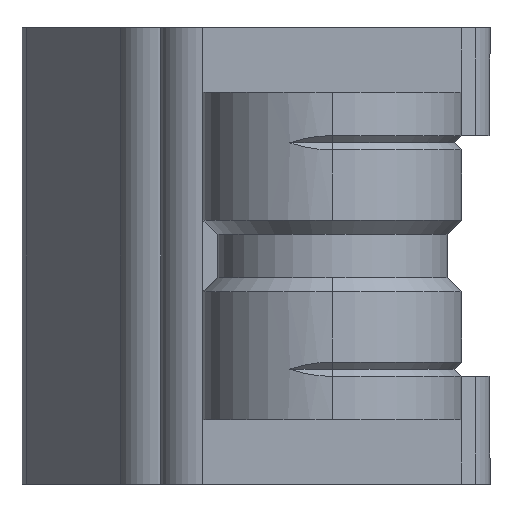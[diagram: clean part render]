
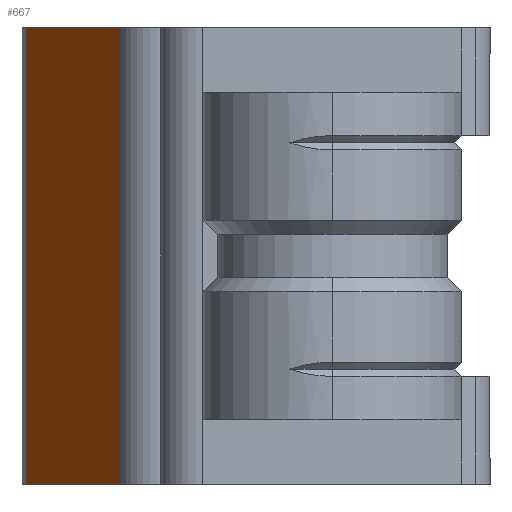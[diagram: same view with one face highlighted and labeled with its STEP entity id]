
A CAD part, front view. The second image highlights one B-rep face of the part: STEP entity #667.
In plain terms, the highlighted face is planar.
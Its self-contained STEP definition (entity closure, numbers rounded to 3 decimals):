
#49 = CARTESIAN_POINT ( 'NONE',  ( -60.596, 14.751, -71.467 ) ) ;
#110 = VERTEX_POINT ( 'NONE', #2695 ) ;
#205 = CARTESIAN_POINT ( 'NONE',  ( -15.875, 14.751, -71.467 ) ) ;
#465 = EDGE_CURVE ( 'NONE', #2583, #6067, #1240, .T. ) ;
#583 = EDGE_CURVE ( 'NONE', #7529, #2583, #2138, .T. ) ;
#667 = ADVANCED_FACE ( 'NONE', ( #7633 ), #4809, .T. ) ;
#1239 = ORIENTED_EDGE ( 'NONE', *, *, #583, .F. ) ;
#1240 = LINE ( 'NONE', #8217, #9727 ) ;
#1393 = DIRECTION ( 'NONE',  ( 0., -0.259, 0.966 ) ) ;
#1652 = CARTESIAN_POINT ( 'NONE',  ( 15.875, 21.269, -95.793 ) ) ;
#1787 = ORIENTED_EDGE ( 'NONE', *, *, #6006, .T. ) ;
#1840 = EDGE_CURVE ( 'NONE', #6067, #110, #9323, .T. ) ;
#2138 = LINE ( 'NONE', #5767, #10631 ) ;
#2211 = CARTESIAN_POINT ( 'NONE',  ( 15.875, 14.751, -71.467 ) ) ;
#2583 = VERTEX_POINT ( 'NONE', #4857 ) ;
#2695 = CARTESIAN_POINT ( 'NONE',  ( 15.875, 14.751, -71.467 ) ) ;
#2989 = VECTOR ( 'NONE', #1393, 1000. ) ;
#3999 = CARTESIAN_POINT ( 'NONE',  ( -60.596, 14.751, -71.467 ) ) ;
#4809 = PLANE ( 'NONE',  #7346 ) ;
#4857 = CARTESIAN_POINT ( 'NONE',  ( -15.875, 21.269, -95.793 ) ) ;
#4970 = DIRECTION ( 'NONE',  ( 0., 0.966, 0.259 ) ) ;
#5648 = ORIENTED_EDGE ( 'NONE', *, *, #465, .F. ) ;
#5730 = DIRECTION ( 'NONE',  ( 1., 0., 0. ) ) ;
#5767 = CARTESIAN_POINT ( 'NONE',  ( -15.875, 14.751, -71.467 ) ) ;
#5831 = LINE ( 'NONE', #3999, #7759 ) ;
#6006 = EDGE_CURVE ( 'NONE', #7529, #110, #5831, .T. ) ;
#6067 = VERTEX_POINT ( 'NONE', #1652 ) ;
#6447 = ORIENTED_EDGE ( 'NONE', *, *, #1840, .F. ) ;
#6543 = DIRECTION ( 'NONE',  ( 0., 0.259, -0.966 ) ) ;
#7262 = DIRECTION ( 'NONE',  ( 1., 0., 0. ) ) ;
#7346 = AXIS2_PLACEMENT_3D ( 'NONE', #49, #4970, #9924 ) ;
#7529 = VERTEX_POINT ( 'NONE', #205 ) ;
#7633 = FACE_OUTER_BOUND ( 'NONE', #10426, .T. ) ;
#7759 = VECTOR ( 'NONE', #7262, 1000. ) ;
#8217 = CARTESIAN_POINT ( 'NONE',  ( -60.596, 21.269, -95.793 ) ) ;
#9323 = LINE ( 'NONE', #2211, #2989 ) ;
#9727 = VECTOR ( 'NONE', #5730, 1000. ) ;
#9924 = DIRECTION ( 'NONE',  ( 0., -0.259, 0.966 ) ) ;
#10426 = EDGE_LOOP ( 'NONE', ( #1239, #1787, #6447, #5648 ) ) ;
#10631 = VECTOR ( 'NONE', #6543, 1000. ) ;
